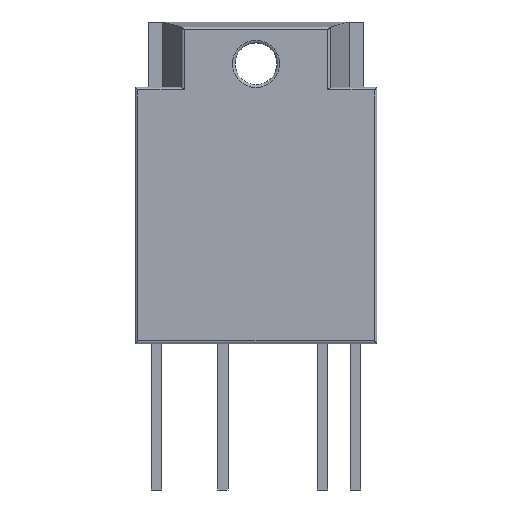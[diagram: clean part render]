
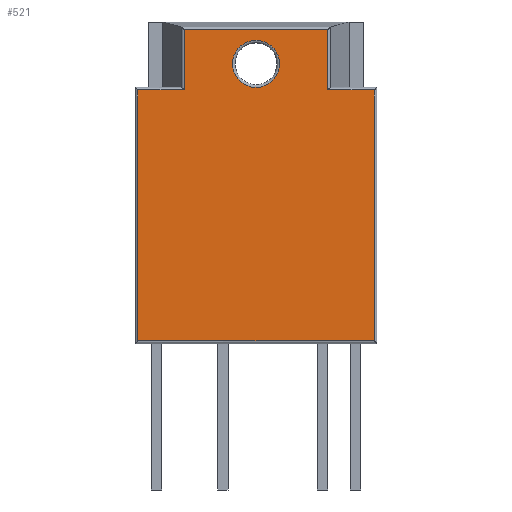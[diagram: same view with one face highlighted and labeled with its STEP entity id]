
A CAD part, front view. The second image highlights one B-rep face of the part: STEP entity #521.
In plain terms, the highlighted planar face has unit normal (0, -1, 0).
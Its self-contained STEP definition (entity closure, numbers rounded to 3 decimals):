
#109 = VERTEX_POINT('',#110);
#110 = CARTESIAN_POINT('',(16.67,-3.8,7.2));
#117 = EDGE_CURVE('',#109,#118,#120,.T.);
#118 = VERTEX_POINT('',#119);
#119 = CARTESIAN_POINT('',(16.67,-3.8,26.4));
#120 = LINE('',#121,#122);
#121 = CARTESIAN_POINT('',(16.67,-3.8,7.));
#122 = VECTOR('',#123,1.);
#123 = DIRECTION('',(0.,0.,1.));
#369 = VERTEX_POINT('',#370);
#370 = CARTESIAN_POINT('',(13.102,-3.8,26.4));
#388 = EDGE_CURVE('',#118,#369,#389,.T.);
#389 = LINE('',#390,#391);
#390 = CARTESIAN_POINT('',(16.87,-3.8,26.4));
#391 = VECTOR('',#392,1.);
#392 = DIRECTION('',(-1.,0.,0.));
#501 = VERTEX_POINT('',#502);
#502 = CARTESIAN_POINT('',(-1.43,-3.8,7.2));
#509 = EDGE_CURVE('',#501,#109,#510,.T.);
#510 = LINE('',#511,#512);
#511 = CARTESIAN_POINT('',(-1.63,-3.8,7.2));
#512 = VECTOR('',#513,1.);
#513 = DIRECTION('',(1.,0.,0.));
#521 = ADVANCED_FACE('',(#522,#533),#576,.T.);
#522 = FACE_BOUND('',#523,.T.);
#523 = EDGE_LOOP('',(#524));
#524 = ORIENTED_EDGE('',*,*,#525,.T.);
#525 = EDGE_CURVE('',#526,#526,#528,.T.);
#526 = VERTEX_POINT('',#527);
#527 = CARTESIAN_POINT('',(9.42,-3.8,28.4));
#528 = CIRCLE('',#529,1.8);
#529 = AXIS2_PLACEMENT_3D('',#530,#531,#532);
#530 = CARTESIAN_POINT('',(7.62,-3.8,28.4));
#531 = DIRECTION('',(0.,1.,0.));
#532 = DIRECTION('',(1.,0.,0.));
#533 = FACE_BOUND('',#534,.T.);
#534 = EDGE_LOOP('',(#535,#543,#551,#559,#567,#573,#574,#575));
#535 = ORIENTED_EDGE('',*,*,#536,.T.);
#536 = EDGE_CURVE('',#369,#537,#539,.T.);
#537 = VERTEX_POINT('',#538);
#538 = CARTESIAN_POINT('',(13.102,-3.8,31.017));
#539 = LINE('',#540,#541);
#540 = CARTESIAN_POINT('',(13.102,-3.8,26.6));
#541 = VECTOR('',#542,1.);
#542 = DIRECTION('',(0.,0.,1.));
#543 = ORIENTED_EDGE('',*,*,#544,.T.);
#544 = EDGE_CURVE('',#537,#545,#547,.T.);
#545 = VERTEX_POINT('',#546);
#546 = CARTESIAN_POINT('',(2.138,-3.8,31.017));
#547 = LINE('',#548,#549);
#548 = CARTESIAN_POINT('',(13.242,-3.8,31.017));
#549 = VECTOR('',#550,1.);
#550 = DIRECTION('',(-1.,0.,0.));
#551 = ORIENTED_EDGE('',*,*,#552,.T.);
#552 = EDGE_CURVE('',#545,#553,#555,.T.);
#553 = VERTEX_POINT('',#554);
#554 = CARTESIAN_POINT('',(2.138,-3.8,26.4));
#555 = LINE('',#556,#557);
#556 = CARTESIAN_POINT('',(2.138,-3.8,31.2));
#557 = VECTOR('',#558,1.);
#558 = DIRECTION('',(0.,0.,-1.));
#559 = ORIENTED_EDGE('',*,*,#560,.T.);
#560 = EDGE_CURVE('',#553,#561,#563,.T.);
#561 = VERTEX_POINT('',#562);
#562 = CARTESIAN_POINT('',(-1.43,-3.8,26.4));
#563 = LINE('',#564,#565);
#564 = CARTESIAN_POINT('',(1.998,-3.8,26.4));
#565 = VECTOR('',#566,1.);
#566 = DIRECTION('',(-1.,0.,0.));
#567 = ORIENTED_EDGE('',*,*,#568,.T.);
#568 = EDGE_CURVE('',#561,#501,#569,.T.);
#569 = LINE('',#570,#571);
#570 = CARTESIAN_POINT('',(-1.43,-3.8,26.6));
#571 = VECTOR('',#572,1.);
#572 = DIRECTION('',(0.,0.,-1.));
#573 = ORIENTED_EDGE('',*,*,#509,.T.);
#574 = ORIENTED_EDGE('',*,*,#117,.T.);
#575 = ORIENTED_EDGE('',*,*,#388,.T.);
#576 = PLANE('',#577);
#577 = AXIS2_PLACEMENT_3D('',#578,#579,#580);
#578 = CARTESIAN_POINT('',(7.62,-3.8,19.3));
#579 = DIRECTION('',(0.,-1.,0.));
#580 = DIRECTION('',(1.,0.,0.));
